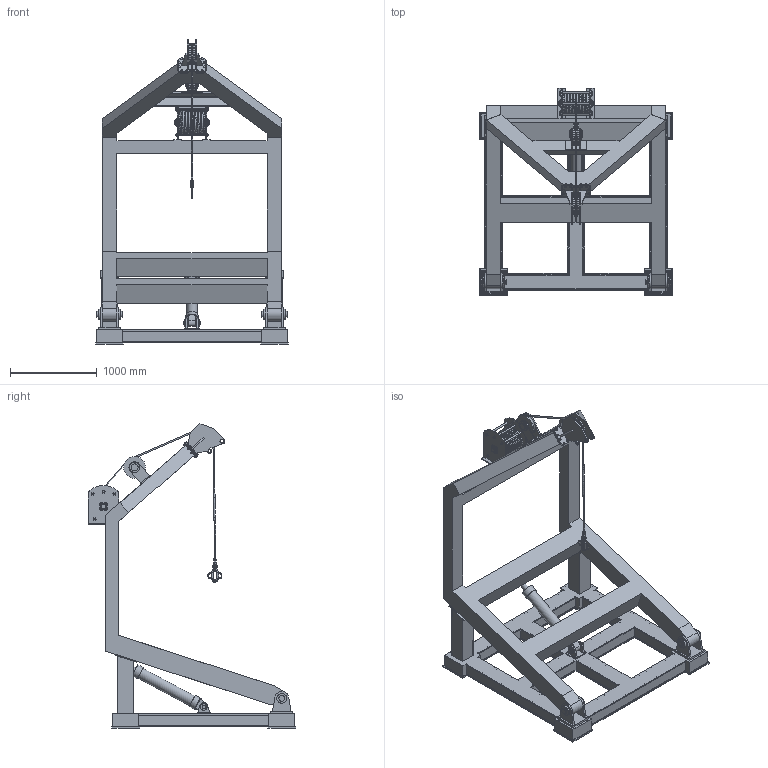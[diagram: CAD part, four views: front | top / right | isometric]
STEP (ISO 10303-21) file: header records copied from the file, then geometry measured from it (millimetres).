
FILE_DESCRIPTION(/* description */ (''),/* implementation_level */ '2;1');
FILE_NAME(/* name */ 'Davit Crane A.step',/* time_stamp */ '2022-09-22T18:42:19+07:00',/* author */ (''),/* organization */ (''),/* preprocessor_version */ 'ST-DEVELOPER v19',/* originating_system */ 'Autodesk Translation Framework v11.7.0.108',/* authorisation */ '');
FILE_SCHEMA (('AUTOMOTIVE_DESIGN { 1 0 10303 214 3 1 1 }'));
Products named in the file (18): (Unsaved); Base; Body; Hinge Pin; Hinge Pin (1); As Hydraulic; Tabung Hydraulic; Hydraulic Pin; Hidraulic Pin; Component9; Component10; Component11; Component12; Component13; Component14; Component15; Component16; Component17
Assembly tree (17 placements, depth 2):
  (Unsaved)
    Base
    Body
    Hinge Pin
    Hinge Pin (1)
    As Hydraulic
    Tabung Hydraulic
    Hydraulic Pin
    Hidraulic Pin
    Component9
    Component10
    Component11
    Component12
    Component13
    Component14
    Component15
    Component16
    Component17
Bounding box: 2220 x 2391.21 x 3514.01 mm (x, y, z)
Volume: 673445576 mm3; surface area: 32837891.5 mm2
Topology: 35 solids, 38 shells, 1492 faces, 3713 edges, 2348 vertices
Faces by surface type: plane 998, cylinder 331, torus 99, bspline 63, cone 1
Full cylindrical faces by diameter (mm): 10 x34, 16 x9, 20 x15, 22 x9, 25 x1, 35 x2, 40 x8, 42 x6, 45 x2, 50 x6, 51 x2, 60 x2, 66 x8, 72.32 x4, 75 x5, 80 x6, 90 x4, 95 x2, 114 x4, 120 x6, 125 x1, 145 x2, 150 x1, 230 x17, 250.875 x4, 274 x2
Entity records: 71903 total; most frequent: CARTESIAN_POINT 34897, DIRECTION 7418, ORIENTED_EDGE 7392, EDGE_CURVE 3696, LINE 2660, VECTOR 2660, AXIS2_PLACEMENT_3D 2379, VERTEX_POINT 2348
